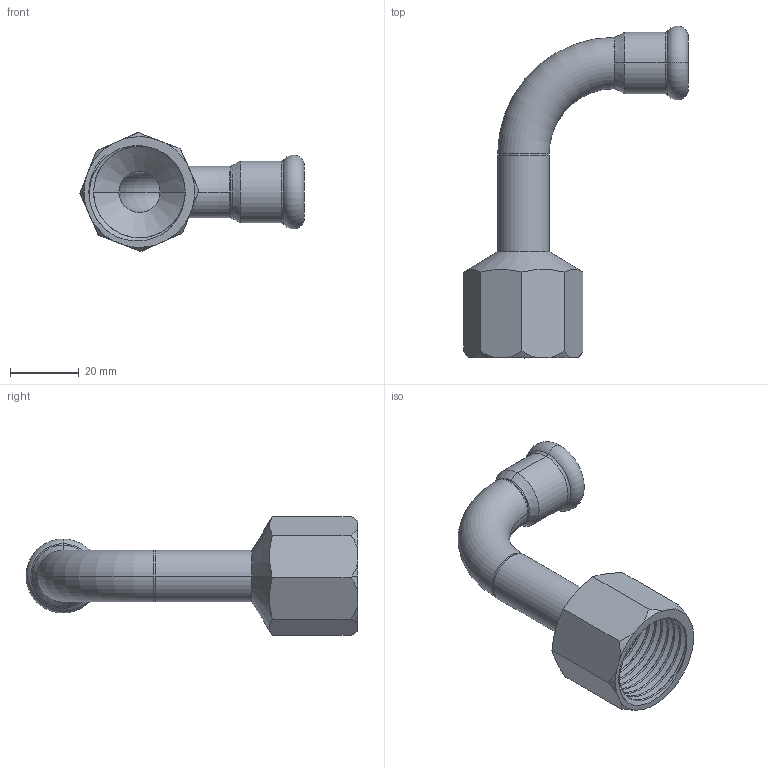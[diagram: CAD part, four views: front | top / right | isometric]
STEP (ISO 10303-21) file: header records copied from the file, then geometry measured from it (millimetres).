
FILE_DESCRIPTION (( 'STEP AP203' ), '1' );
FILE_NAME ('3D_ P746_15 x3-4_141396325.STEP', '2024-11-19T16:13:42', ( '' ), ( '' ), 'SwSTEP 2.0', 'SolidWorks 2023', '' );
FILE_SCHEMA (( 'CONFIG_CONTROL_DESIGN' ));
Length unit declared in the file: millimetre
Products named in the file (1): 3D_ P746_15 x3-4_141396325
Bounding box: 65.35 x 96.79 x 34.69 mm (x, y, z)
Volume: 13567.6 mm3; surface area: 16372.8 mm2
Topology: 2 solids, 2 shells, 82 faces, 210 edges, 130 vertices
Faces by surface type: cylinder 35, cone 21, torus 12, plane 11, bspline 3
Entity records: 4688 total; most frequent: CARTESIAN_POINT 2759, ORIENTED_EDGE 420, DIRECTION 371, EDGE_CURVE 210, AXIS2_PLACEMENT_3D 153, VERTEX_POINT 130, EDGE_LOOP 84, FACE_OUTER_BOUND 82
